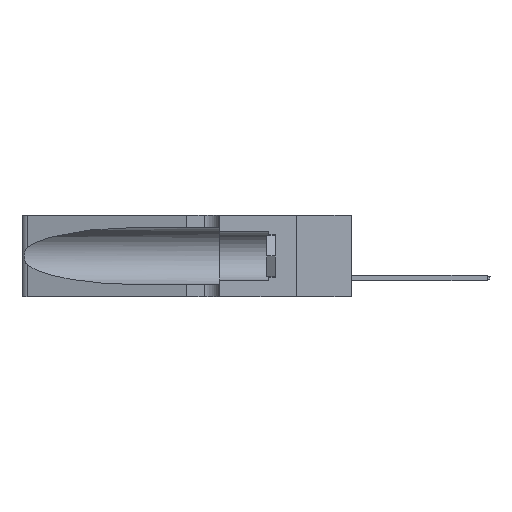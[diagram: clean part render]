
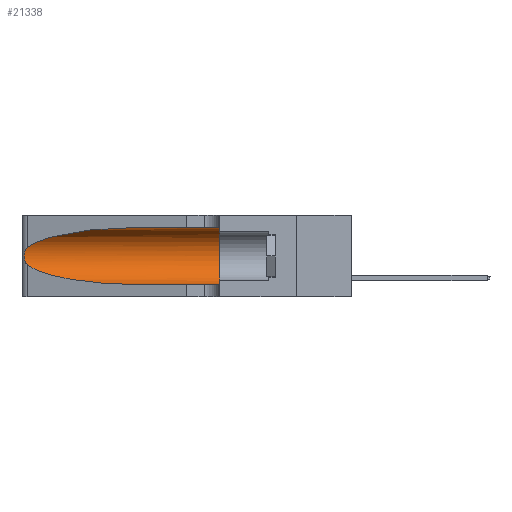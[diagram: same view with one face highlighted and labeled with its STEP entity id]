
A CAD part, left-side view. The second image highlights one B-rep face of the part: STEP entity #21338.
In plain terms, the highlighted cylindrical face has radius 3.308 mm (diameter 6.617 mm), a partial arc.
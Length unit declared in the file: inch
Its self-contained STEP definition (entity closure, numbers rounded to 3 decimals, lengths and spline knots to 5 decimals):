
#182 = B_SPLINE_CURVE_WITH_KNOTS ( 'NONE', 3,
 ( #40768, #32396, #28352, #4736, #8325, #12478, #16321, #36824, #1653, #1456, #16263, #30003, #42444, #38440 ),
 .UNSPECIFIED., .F., .F.,
 ( 4, 2, 2, 2, 2, 2, 4 ),
 ( 0., 0.00027, 0.00053, 0.00107, 0.0016, 0.00187, 0.00214 ),
 .UNSPECIFIED. ) ;
#777 = CIRCLE ( 'NONE', #24368, 0.13025 ) ;
#1456 = CARTESIAN_POINT ( 'NONE',  ( 0.25856, 1.23593, 0.16098 ) ) ;
#1653 = CARTESIAN_POINT ( 'NONE',  ( 0.26017, 1.23833, 0.17102 ) ) ;
#1848 = ORIENTED_EDGE ( 'NONE', *, *, #26769, .T. ) ;
#1858 = FACE_OUTER_BOUND ( 'NONE', #51330, .T. ) ;
#2075 = CARTESIAN_POINT ( 'NONE',  ( 0.1305, 1.61858, 0.05475 ) ) ;
#2098 = VECTOR ( 'NONE', #49366, 39.37008 ) ;
#2384 = CARTESIAN_POINT ( 'NONE',  ( 0.25487, 1.22718, 0.14631 ) ) ;
#2955 = CARTESIAN_POINT ( 'NONE',  ( 0.2373, 1.15595, 0.28018 ) ) ;
#4736 = CARTESIAN_POINT ( 'NONE',  ( 0.25787, 1.23484, 0.2124 ) ) ;
#5129 = VECTOR ( 'NONE', #40123, 39.37008 ) ;
#5853 = CARTESIAN_POINT ( 'NONE',  ( 0.18966, 0.96281, 0.31525 ) ) ;
#6903 = ORIENTED_EDGE ( 'NONE', *, *, #49508, .T. ) ;
#8325 = CARTESIAN_POINT ( 'NONE',  ( 0.25854, 1.2359, 0.20912 ) ) ;
#10008 = CARTESIAN_POINT ( 'NONE',  ( 0.25487, 1.22718, 0.14631 ) ) ;
#11527 = ORIENTED_EDGE ( 'NONE', *, *, #39247, .F. ) ;
#11818 = VERTEX_POINT ( 'NONE', #34591 ) ;
#12478 = CARTESIAN_POINT ( 'NONE',  ( 0.26018, 1.23835, 0.19895 ) ) ;
#13965 = CARTESIAN_POINT ( 'NONE',  ( 0.1305, 0.35, 0.185 ) ) ;
#15046 =( BOUNDED_CURVE ( )  B_SPLINE_CURVE ( 3, ( #37603, #5853, #2955, #33796 ),
 .UNSPECIFIED., .F., .F. ) 
 B_SPLINE_CURVE_WITH_KNOTS ( ( 4, 4 ),
 ( 1.5708, 2.84003 ),
 .UNSPECIFIED. ) 
 CURVE ( )  GEOMETRIC_REPRESENTATION_ITEM ( )  RATIONAL_B_SPLINE_CURVE ( ( 1., 0.87, 0.87, 1. ) ) 
 REPRESENTATION_ITEM ( '' )  );
#16263 = CARTESIAN_POINT ( 'NONE',  ( 0.25789, 1.23486, 0.15765 ) ) ;
#16321 = CARTESIAN_POINT ( 'NONE',  ( 0.26075, 1.23896, 0.19203 ) ) ;
#16409 = LINE ( 'NONE', #50136, #5129 ) ;
#17064 = CARTESIAN_POINT ( 'NONE',  ( 0.1305, 0.72297, 0.31525 ) ) ;
#17074 =( BOUNDED_CURVE ( )  B_SPLINE_CURVE ( 3, ( #2384, #26148, #21975, #17951 ),
 .UNSPECIFIED., .F., .T. ) 
 B_SPLINE_CURVE_WITH_KNOTS ( ( 4, 4 ),
 ( 3.44316, 4.71239 ),
 .UNSPECIFIED. ) 
 CURVE ( )  GEOMETRIC_REPRESENTATION_ITEM ( )  RATIONAL_B_SPLINE_CURVE ( ( 1., 0.87, 0.87, 1. ) ) 
 REPRESENTATION_ITEM ( '' )  );
#17163 = EDGE_CURVE ( 'NONE', #22899, #11818, #17074, .T. ) ;
#17951 = CARTESIAN_POINT ( 'NONE',  ( 0.1305, 0.72297, 0.05475 ) ) ;
#18573 = EDGE_CURVE ( 'NONE', #25217, #31887, #16409, .T. ) ;
#19277 = DIRECTION ( 'NONE',  ( 0., 0., -1. ) ) ;
#21338 = ADVANCED_FACE ( 'NONE', ( #1858 ), #33801, .F. ) ;
#21512 = LINE ( 'NONE', #2075, #2098 ) ;
#21975 = CARTESIAN_POINT ( 'NONE',  ( 0.18966, 0.96281, 0.05475 ) ) ;
#22899 = VERTEX_POINT ( 'NONE', #10008 ) ;
#23549 = VERTEX_POINT ( 'NONE', #38542 ) ;
#24368 = AXIS2_PLACEMENT_3D ( 'NONE', #13965, #34792, #30406 ) ;
#25217 = VERTEX_POINT ( 'NONE', #17064 ) ;
#26148 = CARTESIAN_POINT ( 'NONE',  ( 0.2373, 1.15595, 0.08982 ) ) ;
#26769 = EDGE_CURVE ( 'NONE', #33568, #22899, #182, .T. ) ;
#28352 = CARTESIAN_POINT ( 'NONE',  ( 0.25639, 1.23184, 0.21858 ) ) ;
#28441 = CARTESIAN_POINT ( 'NONE',  ( 0.1305, 1.61858, 0.185 ) ) ;
#29645 = CARTESIAN_POINT ( 'NONE',  ( 0.1305, 0.35, 0.31525 ) ) ;
#30003 = CARTESIAN_POINT ( 'NONE',  ( 0.25639, 1.23186, 0.15144 ) ) ;
#30406 = DIRECTION ( 'NONE',  ( 0., 0., 1. ) ) ;
#30992 = EDGE_CURVE ( 'NONE', #11818, #23549, #21512, .T. ) ;
#31887 = VERTEX_POINT ( 'NONE', #29645 ) ;
#32396 = CARTESIAN_POINT ( 'NONE',  ( 0.25555, 1.22994, 0.2215 ) ) ;
#32926 = CARTESIAN_POINT ( 'NONE',  ( 0.25487, 1.22718, 0.22369 ) ) ;
#33568 = VERTEX_POINT ( 'NONE', #32926 ) ;
#33796 = CARTESIAN_POINT ( 'NONE',  ( 0.25487, 1.22718, 0.22369 ) ) ;
#33801 = CYLINDRICAL_SURFACE ( 'NONE', #40799, 0.13025 ) ;
#33838 = DIRECTION ( 'NONE',  ( 0., -1., 0. ) ) ;
#34591 = CARTESIAN_POINT ( 'NONE',  ( 0.1305, 0.72297, 0.05475 ) ) ;
#34792 = DIRECTION ( 'NONE',  ( 0., 1., 0. ) ) ;
#36094 = ORIENTED_EDGE ( 'NONE', *, *, #30992, .T. ) ;
#36824 = CARTESIAN_POINT ( 'NONE',  ( 0.26075, 1.23896, 0.178 ) ) ;
#37603 = CARTESIAN_POINT ( 'NONE',  ( 0.1305, 0.72297, 0.31525 ) ) ;
#38440 = CARTESIAN_POINT ( 'NONE',  ( 0.25487, 1.22718, 0.14631 ) ) ;
#38542 = CARTESIAN_POINT ( 'NONE',  ( 0.1305, 0.35, 0.05475 ) ) ;
#39171 = ORIENTED_EDGE ( 'NONE', *, *, #18573, .F. ) ;
#39247 = EDGE_CURVE ( 'NONE', #31887, #23549, #777, .T. ) ;
#40123 = DIRECTION ( 'NONE',  ( 0., -1., 0. ) ) ;
#40768 = CARTESIAN_POINT ( 'NONE',  ( 0.25487, 1.22718, 0.22369 ) ) ;
#40799 = AXIS2_PLACEMENT_3D ( 'NONE', #28441, #33838, #19277 ) ;
#42444 = CARTESIAN_POINT ( 'NONE',  ( 0.25555, 1.22993, 0.14849 ) ) ;
#44040 = ORIENTED_EDGE ( 'NONE', *, *, #17163, .T. ) ;
#49366 = DIRECTION ( 'NONE',  ( 0., -1., 0. ) ) ;
#49508 = EDGE_CURVE ( 'NONE', #25217, #33568, #15046, .T. ) ;
#50136 = CARTESIAN_POINT ( 'NONE',  ( 0.1305, 1.61858, 0.31525 ) ) ;
#51330 = EDGE_LOOP ( 'NONE', ( #6903, #1848, #44040, #36094, #11527, #39171 ) ) ;
